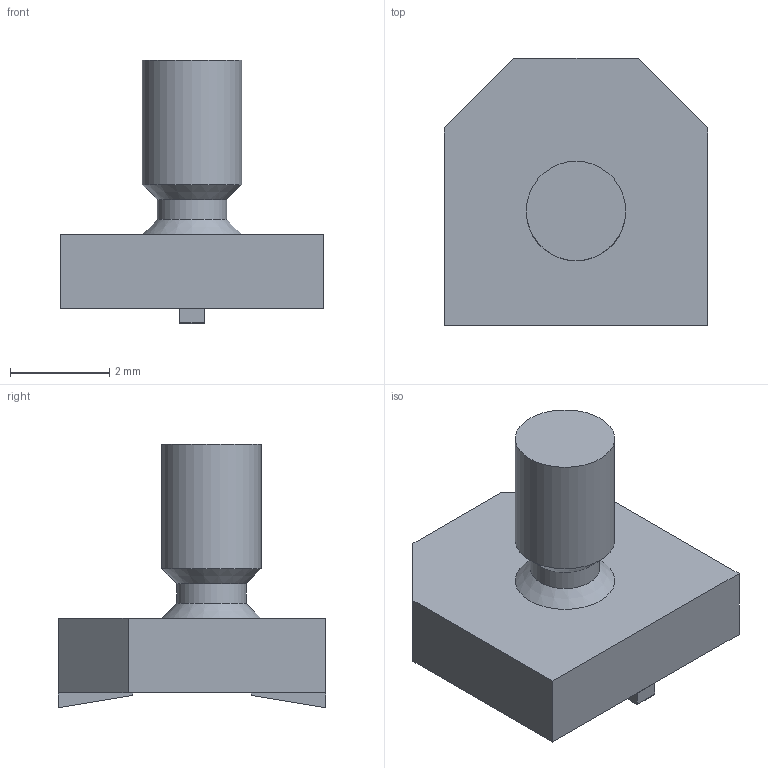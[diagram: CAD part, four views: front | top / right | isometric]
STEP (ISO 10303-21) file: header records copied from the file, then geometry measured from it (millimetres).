
FILE_DESCRIPTION(/* description */ (''),/* implementation_level */ '2;1');
FILE_NAME(/* name */ 'd36eb779-d2d0-413c-8118-c7a6ac86686f.stp',/* time_stamp */ '2021-11-06T04:01:14+00:00',/* author */ (''),/* organization */ (''),/* preprocessor_version */ 'ST-DEVELOPER v18.1',/* originating_system */ 'Autodesk Translation Framework v10.10.0.1391',/* authorisation */ '');
FILE_SCHEMA (('AUTOMOTIVE_DESIGN { 1 0 10303 214 3 1 1 }'));
Length unit declared in the file: millimetre
Products named in the file (1): Capacitor VE
Bounding box: 5.3 x 5.38 x 5.3 mm (x, y, z)
Volume: 49.9 mm3; surface area: 115.3 mm2
Topology: 4 solids, 4 shells, 30 faces, 63 edges, 41 vertices
Faces by surface type: plane 22, cylinder 6, cone 2
Full cylindrical faces by diameter (mm): 1.4 x1, 2 x1
Entity records: 840 total; most frequent: DIRECTION 138, CARTESIAN_POINT 135, ORIENTED_EDGE 126, EDGE_CURVE 63, LINE 50, VECTOR 50, AXIS2_PLACEMENT_3D 44, VERTEX_POINT 41
